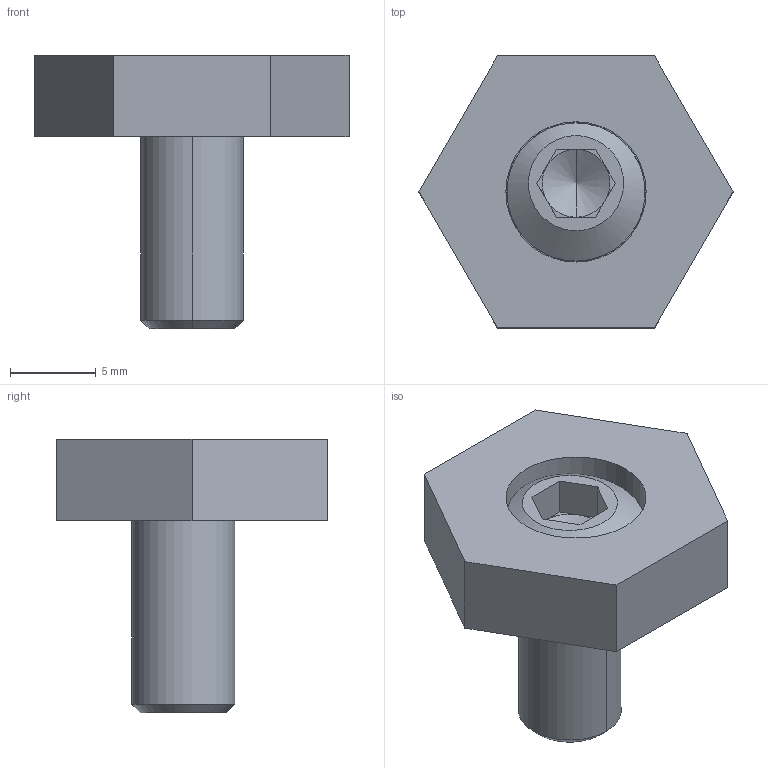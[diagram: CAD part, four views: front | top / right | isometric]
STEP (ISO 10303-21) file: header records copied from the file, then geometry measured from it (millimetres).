
FILE_DESCRIPTION (( 'STEP AP203' ), '1' );
FILE_NAME ('MiteeBite-50206.STEP', '2016-06-23T13:09:25', ( 'tkrafton' ), ( 'Microsoft' ), 'SwSTEP 2.0', 'SolidWorks 2016', '' );
FILE_SCHEMA (( 'CONFIG_CONTROL_DESIGN' ));
Length unit declared in the file: inch
Products named in the file (3): SW3dPS-50206_10204; MiteeBite-50206; SW3dPS-50206_10365
Assembly tree (2 placements, depth 2):
  MiteeBite-50206
    SW3dPS-50206_10365
    SW3dPS-50206_10204
Bounding box: 18.31 x 15.86 x 15.95 mm (x, y, z)
Volume: 1249.7 mm3; surface area: 1146.5 mm2
Topology: 2 solids, 2 shells, 37 faces, 82 edges, 51 vertices
Faces by surface type: plane 24, cylinder 8, cone 4, bspline 1
Entity records: 1450 total; most frequent: CARTESIAN_POINT 320, DIRECTION 180, ORIENTED_EDGE 160, EDGE_CURVE 80, AXIS2_PLACEMENT_3D 63, LINE 54, VECTOR 54, VERTEX_POINT 51
